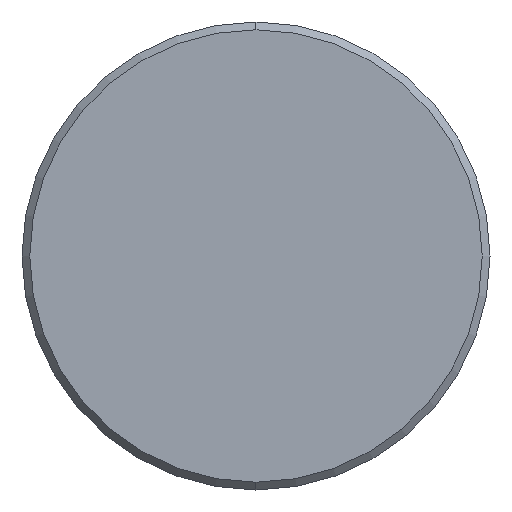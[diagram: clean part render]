
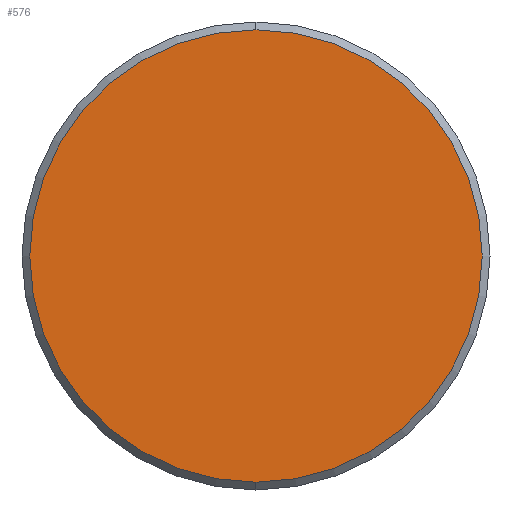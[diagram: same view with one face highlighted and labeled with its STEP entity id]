
A CAD part, left-side view. The second image highlights one B-rep face of the part: STEP entity #576.
In plain terms, the highlighted planar face has unit normal (-1, 0, 0).
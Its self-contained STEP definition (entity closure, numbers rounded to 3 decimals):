
#54 = AXIS2_PLACEMENT_3D ( 'NONE', #533, #1156, #738 ) ;
#89 = DIRECTION ( 'NONE',  ( -1., 0., 0. ) ) ;
#153 = CARTESIAN_POINT ( 'NONE',  ( -63.8, 0., -14.5 ) ) ;
#200 = AXIS2_PLACEMENT_3D ( 'NONE', #951, #947, #404 ) ;
#240 = FACE_OUTER_BOUND ( 'NONE', #298, .T. ) ;
#298 = EDGE_LOOP ( 'NONE', ( #846, #692 ) ) ;
#404 = DIRECTION ( 'NONE',  ( 0., 0., -1. ) ) ;
#488 = VERTEX_POINT ( 'NONE', #153 ) ;
#533 = CARTESIAN_POINT ( 'NONE',  ( -63.8, -14.674, 14.674 ) ) ;
#554 = CARTESIAN_POINT ( 'NONE',  ( -63.8, 0., 14.5 ) ) ;
#558 = DIRECTION ( 'NONE',  ( 0., 0., -1. ) ) ;
#576 = ADVANCED_FACE ( 'NONE', ( #240 ), #897, .F. ) ;
#692 = ORIENTED_EDGE ( 'NONE', *, *, #1054, .T. ) ;
#727 = AXIS2_PLACEMENT_3D ( 'NONE', #996, #89, #558 ) ;
#738 = DIRECTION ( 'NONE',  ( 0., 0., -1. ) ) ;
#813 = CIRCLE ( 'NONE', #727, 14.5 ) ;
#846 = ORIENTED_EDGE ( 'NONE', *, *, #930, .T. ) ;
#897 = PLANE ( 'NONE',  #54 ) ;
#925 = VERTEX_POINT ( 'NONE', #554 ) ;
#930 = EDGE_CURVE ( 'NONE', #488, #925, #813, .T. ) ;
#947 = DIRECTION ( 'NONE',  ( -1., 0., 0. ) ) ;
#951 = CARTESIAN_POINT ( 'NONE',  ( -63.8, 0., 0. ) ) ;
#996 = CARTESIAN_POINT ( 'NONE',  ( -63.8, 0., 0. ) ) ;
#1054 = EDGE_CURVE ( 'NONE', #925, #488, #1083, .T. ) ;
#1083 = CIRCLE ( 'NONE', #200, 14.5 ) ;
#1156 = DIRECTION ( 'NONE',  ( 1., 0., 0. ) ) ;
